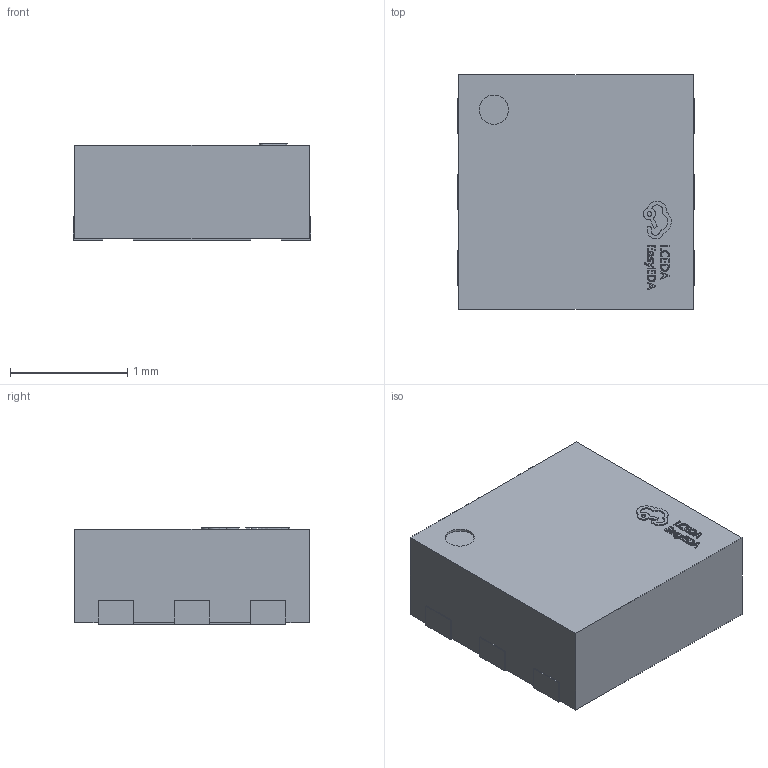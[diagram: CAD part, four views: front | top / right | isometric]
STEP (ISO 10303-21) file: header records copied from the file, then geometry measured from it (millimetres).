
FILE_DESCRIPTION (( 'STEP AP214' ), '1' );
FILE_NAME ('WDFN-6_L2.0-W2.0-H0.8-P0.65.step', '2022-06-30T14:09:32', ( '' ), ( '' ), 'SwSTEP 2.0', 'SolidWorks 2020', '' );
FILE_SCHEMA (( 'AUTOMOTIVE_DESIGN' ));
Length unit declared in the file: millimetre
Products named in the file (1): WDFN-6_L2.0-W2.0-H0.8-P0.65
Bounding box: 2.02 x 2 x 0.82 mm (x, y, z)
Volume: 3.2 mm3; surface area: 14.7 mm2
Topology: 1 solids, 1 shells, 334 faces, 912 edges, 608 vertices
Faces by surface type: plane 220, bspline 112, cylinder 2
Entity records: 14876 total; most frequent: CARTESIAN_POINT 3959, ORIENTED_EDGE 1824, DIRECTION 1134, EDGE_CURVE 912, LINE 680, VECTOR 680, VERTEX_POINT 608, EDGE_LOOP 362
